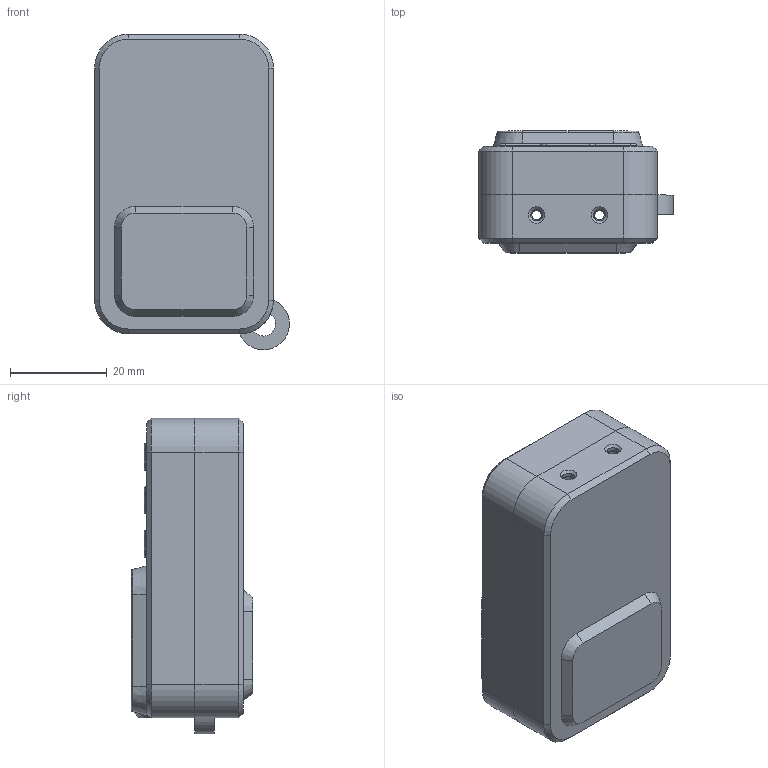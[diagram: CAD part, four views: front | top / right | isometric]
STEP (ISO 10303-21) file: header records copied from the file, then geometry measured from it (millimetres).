
FILE_DESCRIPTION(/* description */ (''),/* implementation_level */ '2;1');
FILE_NAME(/* name */ 'M5 v3.step',/* time_stamp */ '2025-10-02T15:27:43+05:30',/* author */ (''),/* organization */ (''),/* preprocessor_version */ 'ST-DEVELOPER v20.1',/* originating_system */ 'Autodesk Translation Framework v14.17.0.0',/* authorisation */ '');
FILE_SCHEMA (('AUTOMOTIVE_DESIGN { 1 0 10303 214 3 1 1 }'));
Length unit declared in the file: millimetre
Products named in the file (19): M5; SW; pushButton1_5mm; pushButton1_5mm_1; pushButton1_5mm_2; M5_1; Component7; HRO_TYPE-C-31-M-12 v2; HRO_TYPE-C-31-M-12; ConPins; PcbPins; Mold; Frame; pinsocket_4 v3; pinsocket_5 v2; Grove socket; SPEAKER; Component18; Sw_1
Assembly tree (18 placements, depth 5):
  M5
    SW
      pushButton1_5mm
      pushButton1_5mm_1
      pushButton1_5mm_2
    M5_1
      Component7
      HRO_TYPE-C-31-M-12 v2
        HRO_TYPE-C-31-M-12
          ConPins
          PcbPins
          Mold
          Frame
      pinsocket_4 v3
      pinsocket_5 v2
      Grove socket
    SPEAKER
    Component18
    Sw_1
Bounding box: 40.31 x 25.2 x 65.31 mm (x, y, z)
Volume: 24729.2 mm3; surface area: 29865.8 mm2
Topology: 26 solids, 26 shells, 1758 faces, 4393 edges, 2746 vertices
Faces by surface type: plane 1098, cylinder 402, bspline 84, torus 74, cone 68, sphere 32
Full cylindrical faces by diameter (mm): 0.5 x2, 1 x16, 2 x8, 2.4 x4, 3 x4, 3.5 x4, 5.5 x4
Entity records: 54523 total; most frequent: CARTESIAN_POINT 11860, ORIENTED_EDGE 8722, DIRECTION 8554, EDGE_CURVE 4361, LINE 3096, VECTOR 3096, VERTEX_POINT 2746, AXIS2_PLACEMENT_3D 2729
